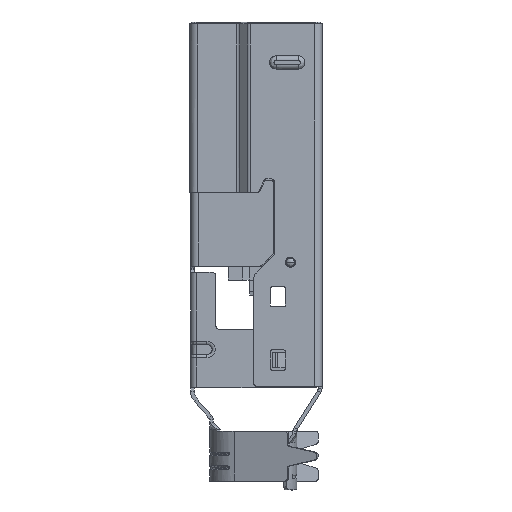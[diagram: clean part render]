
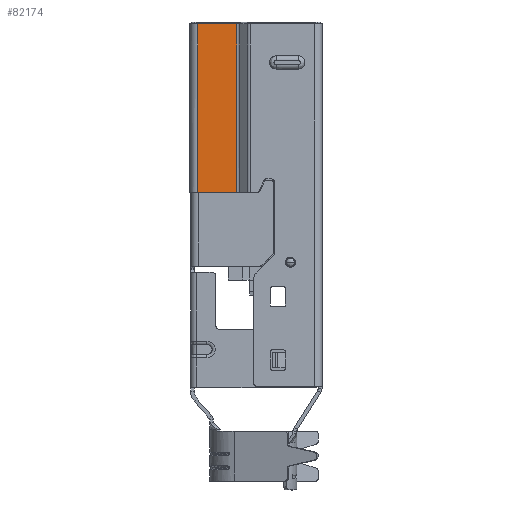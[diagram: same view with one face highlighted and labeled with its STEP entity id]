
A CAD part, left-side view. The second image highlights one B-rep face of the part: STEP entity #82174.
In plain terms, the highlighted planar face has unit normal (-1, 0, 0).
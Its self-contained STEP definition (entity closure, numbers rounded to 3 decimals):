
#2926 = CARTESIAN_POINT ( 'NONE',  ( -3.17, 6.205, -0.15 ) ) ;
#3205 = PLANE ( 'NONE',  #27835 ) ;
#9132 = EDGE_CURVE ( 'NONE', #88665, #12419, #66553, .T. ) ;
#9709 = DIRECTION ( 'NONE',  ( 0., 0., 1. ) ) ;
#11071 = CARTESIAN_POINT ( 'NONE',  ( -3.17, 3.095, -4.6 ) ) ;
#12419 = VERTEX_POINT ( 'NONE', #52357 ) ;
#19311 = EDGE_CURVE ( 'NONE', #36170, #12419, #30415, .T. ) ;
#19337 = CARTESIAN_POINT ( 'NONE',  ( -3.17, 4.132, -13.5 ) ) ;
#23888 = ORIENTED_EDGE ( 'NONE', *, *, #31860, .T. ) ;
#25909 = CARTESIAN_POINT ( 'NONE',  ( -3.17, 3.095, -13.5 ) ) ;
#27835 = AXIS2_PLACEMENT_3D ( 'NONE', #73389, #66549, #9709 ) ;
#30415 = B_SPLINE_CURVE_WITH_KNOTS ( 'NONE', 3,
 ( #51924, #44481, #87559, #67084 ),
 .UNSPECIFIED., .F., .F.,
 ( 4, 4 ),
 ( 0., 1. ),
 .UNSPECIFIED. ) ;
#30684 = ORIENTED_EDGE ( 'NONE', *, *, #9132, .F. ) ;
#31860 = EDGE_CURVE ( 'NONE', #84348, #36170, #86586, .T. ) ;
#36170 = VERTEX_POINT ( 'NONE', #62477 ) ;
#37718 = CARTESIAN_POINT ( 'NONE',  ( -3.17, 6.205, -9.05 ) ) ;
#44147 = EDGE_LOOP ( 'NONE', ( #23888, #56857, #30684, #64433 ) ) ;
#44481 = CARTESIAN_POINT ( 'NONE',  ( -3.17, 4.132, -0.15 ) ) ;
#46076 = FACE_OUTER_BOUND ( 'NONE', #44147, .T. ) ;
#46516 = CARTESIAN_POINT ( 'NONE',  ( -3.17, 3.095, -0.15 ) ) ;
#47425 = CARTESIAN_POINT ( 'NONE',  ( -3.17, 3.095, -9.05 ) ) ;
#47958 = CARTESIAN_POINT ( 'NONE',  ( -3.17, 6.205, -13.5 ) ) ;
#48873 = CARTESIAN_POINT ( 'NONE',  ( -3.17, 5.168, -13.5 ) ) ;
#51924 = CARTESIAN_POINT ( 'NONE',  ( -3.17, 3.095, -0.15 ) ) ;
#52357 = CARTESIAN_POINT ( 'NONE',  ( -3.17, 6.205, -0.15 ) ) ;
#56857 = ORIENTED_EDGE ( 'NONE', *, *, #19311, .T. ) ;
#57846 = EDGE_CURVE ( 'NONE', #88665, #84348, #59879, .T. ) ;
#59447 = CARTESIAN_POINT ( 'NONE',  ( -3.17, 6.205, -13.5 ) ) ;
#59879 = B_SPLINE_CURVE_WITH_KNOTS ( 'NONE', 3,
 ( #47958, #48873, #19337, #83300 ),
 .UNSPECIFIED., .F., .F.,
 ( 4, 4 ),
 ( 0., 1. ),
 .UNSPECIFIED. ) ;
#62477 = CARTESIAN_POINT ( 'NONE',  ( -3.17, 3.095, -0.15 ) ) ;
#64433 = ORIENTED_EDGE ( 'NONE', *, *, #57846, .T. ) ;
#66549 = DIRECTION ( 'NONE',  ( -1., 0., 0. ) ) ;
#66553 = B_SPLINE_CURVE_WITH_KNOTS ( 'NONE', 3,
 ( #59447, #37718, #80526, #2926 ),
 .UNSPECIFIED., .F., .F.,
 ( 4, 4 ),
 ( 0., 1. ),
 .UNSPECIFIED. ) ;
#67084 = CARTESIAN_POINT ( 'NONE',  ( -3.17, 6.205, -0.15 ) ) ;
#69469 = CARTESIAN_POINT ( 'NONE',  ( -3.17, 6.205, -13.5 ) ) ;
#73389 = CARTESIAN_POINT ( 'NONE',  ( -3.17, 3.095, -28.8 ) ) ;
#80526 = CARTESIAN_POINT ( 'NONE',  ( -3.17, 6.205, -4.6 ) ) ;
#82174 = ADVANCED_FACE ( 'NONE', ( #46076 ), #3205, .T. ) ;
#83300 = CARTESIAN_POINT ( 'NONE',  ( -3.17, 3.095, -13.5 ) ) ;
#84348 = VERTEX_POINT ( 'NONE', #89745 ) ;
#86586 = B_SPLINE_CURVE_WITH_KNOTS ( 'NONE', 3,
 ( #25909, #47425, #11071, #46516 ),
 .UNSPECIFIED., .F., .F.,
 ( 4, 4 ),
 ( 0., 1. ),
 .UNSPECIFIED. ) ;
#87559 = CARTESIAN_POINT ( 'NONE',  ( -3.17, 5.168, -0.15 ) ) ;
#88665 = VERTEX_POINT ( 'NONE', #69469 ) ;
#89745 = CARTESIAN_POINT ( 'NONE',  ( -3.17, 3.095, -13.5 ) ) ;
